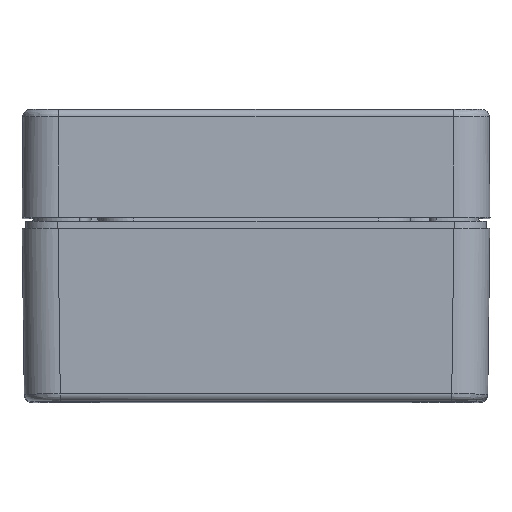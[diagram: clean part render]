
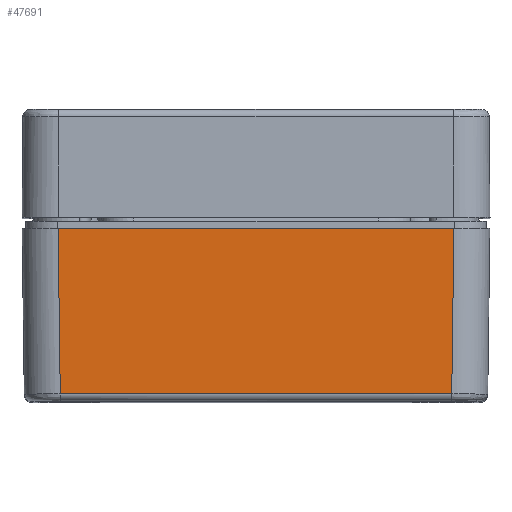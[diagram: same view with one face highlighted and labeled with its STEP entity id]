
A CAD part, top view. The second image highlights one B-rep face of the part: STEP entity #47691.
In plain terms, the highlighted planar face has unit normal (0, -0.013, 1).
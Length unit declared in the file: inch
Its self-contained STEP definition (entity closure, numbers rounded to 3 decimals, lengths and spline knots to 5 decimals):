
#2499 = VECTOR ( 'NONE', #7777, 39.37008 ) ;
#3954 = LINE ( 'NONE', #7274, #2499 ) ;
#4118 = ORIENTED_EDGE ( 'NONE', *, *, #19240, .F. ) ;
#7087 = CARTESIAN_POINT ( 'NONE',  ( 1.86076, -0.03937, 4.24647 ) ) ;
#7274 = CARTESIAN_POINT ( 'NONE',  ( 0.13882, -0.9454, 4.23461 ) ) ;
#7777 = DIRECTION ( 'NONE',  ( -1., 0., 0. ) ) ;
#9379 = CARTESIAN_POINT ( 'NONE',  ( -0.3036, -0.03937, 4.24647 ) ) ;
#10172 = EDGE_CURVE ( 'NONE', #37487, #41749, #45367, .T. ) ;
#11928 = CARTESIAN_POINT ( 'NONE',  ( 1.8489, -0.9454, 4.23461 ) ) ;
#12431 = PLANE ( 'NONE',  #45704 ) ;
#13601 = DIRECTION ( 'NONE',  ( -1., 0., 0. ) ) ;
#17056 = ORIENTED_EDGE ( 'NONE', *, *, #29676, .T. ) ;
#19240 = EDGE_CURVE ( 'NONE', #37982, #41749, #3954, .T. ) ;
#19910 = CARTESIAN_POINT ( 'NONE',  ( 1.8489, -0.9454, 4.23461 ) ) ;
#20176 = VERTEX_POINT ( 'NONE', #7087 ) ;
#23876 = CARTESIAN_POINT ( 'NONE',  ( -0.50095, 0., 4.24698 ) ) ;
#23880 = LINE ( 'NONE', #11928, #43018 ) ;
#25538 = CARTESIAN_POINT ( 'NONE',  ( -0.3036, -0.03937, 4.24647 ) ) ;
#26472 = CARTESIAN_POINT ( 'NONE',  ( -0.29174, -0.9454, 4.23461 ) ) ;
#27434 = DIRECTION ( 'NONE',  ( 0.013, 1., 0.013 ) ) ;
#28173 = FACE_OUTER_BOUND ( 'NONE', #29324, .T. ) ;
#29324 = EDGE_LOOP ( 'NONE', ( #4118, #30368, #17056, #31551 ) ) ;
#29371 = CARTESIAN_POINT ( 'NONE',  ( -0.50095, -0.03937, 4.24647 ) ) ;
#29676 = EDGE_CURVE ( 'NONE', #20176, #37487, #48710, .T. ) ;
#30309 = EDGE_CURVE ( 'NONE', #37982, #20176, #23880, .T. ) ;
#30368 = ORIENTED_EDGE ( 'NONE', *, *, #30309, .T. ) ;
#31551 = ORIENTED_EDGE ( 'NONE', *, *, #10172, .T. ) ;
#35066 = DIRECTION ( 'NONE',  ( 0., -0.013, 1. ) ) ;
#37487 = VERTEX_POINT ( 'NONE', #9379 ) ;
#37982 = VERTEX_POINT ( 'NONE', #19910 ) ;
#41749 = VERTEX_POINT ( 'NONE', #26472 ) ;
#42142 = VECTOR ( 'NONE', #13601, 39.37008 ) ;
#43018 = VECTOR ( 'NONE', #27434, 39.37008 ) ;
#43624 = VECTOR ( 'NONE', #45890, 39.37008 ) ;
#45367 = LINE ( 'NONE', #25538, #43624 ) ;
#45704 = AXIS2_PLACEMENT_3D ( 'NONE', #23876, #35066, #47289 ) ;
#45890 = DIRECTION ( 'NONE',  ( 0.013, -1., -0.013 ) ) ;
#47289 = DIRECTION ( 'NONE',  ( 0., -1., -0.013 ) ) ;
#47691 = ADVANCED_FACE ( 'NONE', ( #28173 ), #12431, .T. ) ;
#48710 = LINE ( 'NONE', #29371, #42142 ) ;
